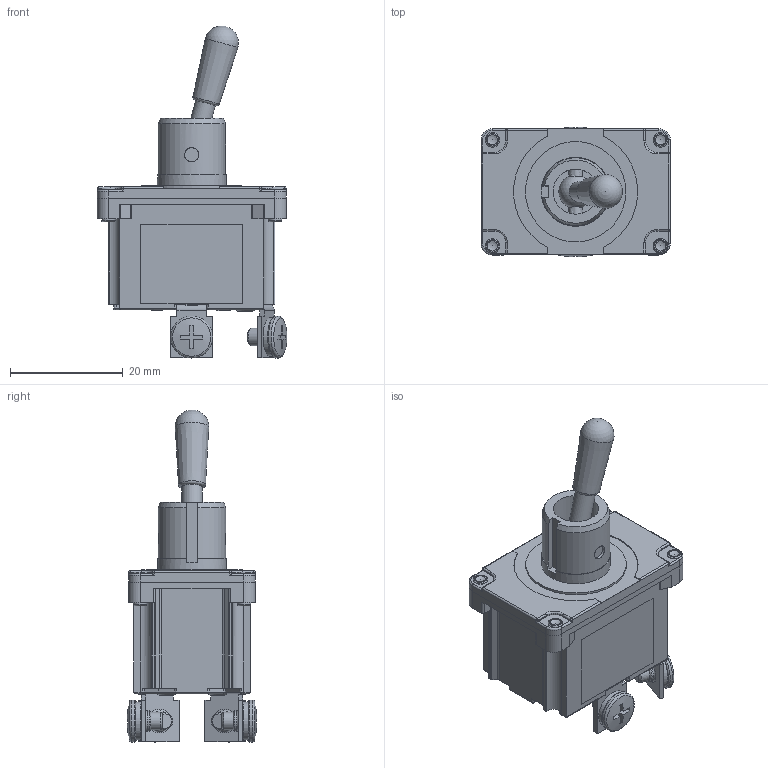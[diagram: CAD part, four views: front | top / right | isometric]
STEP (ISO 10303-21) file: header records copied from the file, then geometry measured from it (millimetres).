
FILE_DESCRIPTION(/* description */ (''),/* implementation_level */ '2;1');
FILE_NAME(/* name */ 'ST5DPxxT1S2.stp',/* time_stamp */ '2022-03-22T11:56:53-05:00',/* author */ ('mroman'),/* organization */ (''),/* preprocessor_version */ 'ST-DEVELOPER v18.1',/* originating_system */ 'Autodesk Inventor 2020',/* authorisation */ '');
FILE_SCHEMA (('AUTOMOTIVE_DESIGN { 1 0 10303 214 3 1 1 }'));
Length unit declared in the file: millimetre
Products named in the file (1): ST5DPxxT1S2
Bounding box: 33.63 x 22.98 x 58.81 mm (x, y, z)
Volume: 14780.5 mm3; surface area: 6658.5 mm2
Topology: 2 solids, 6 shells, 800 faces, 2055 edges, 1274 vertices
Faces by surface type: plane 291, cylinder 252, bspline 120, torus 65, sphere 58, cone 14
Full cylindrical faces by diameter (mm): 2 x10, 2.4 x4, 2.5 x2, 2.55 x1, 2.6 x4, 3.1 x12, 3.6 x5, 6.8 x4, 7.422 x4, 8 x1, 12.2 x1, 17.8 x1
Entity records: 27217 total; most frequent: CARTESIAN_POINT 8146, ORIENTED_EDGE 4006, DIRECTION 3951, EDGE_CURVE 2003, AXIS2_PLACEMENT_3D 1509, VERTEX_POINT 1274, LINE 933, VECTOR 933
